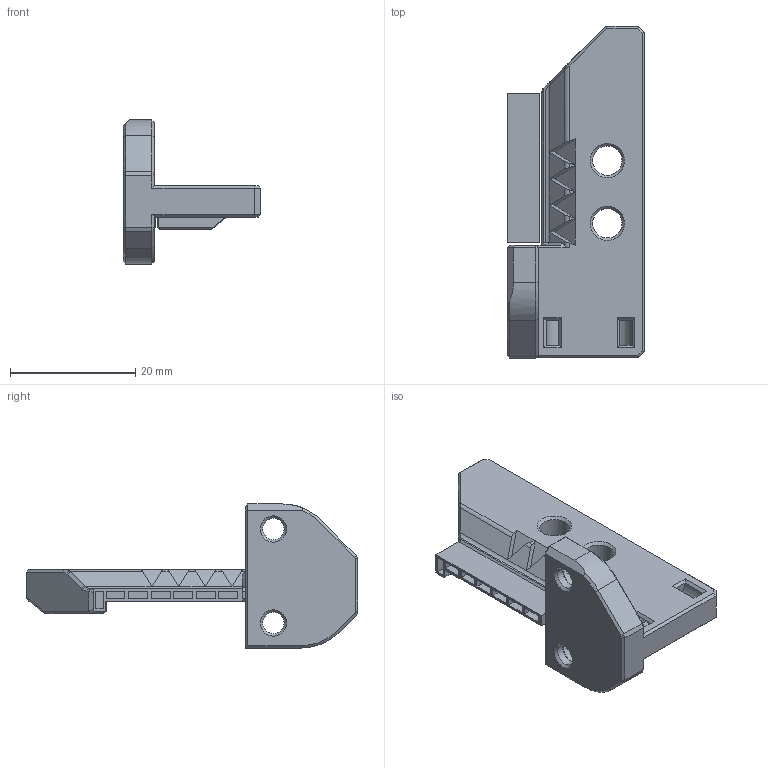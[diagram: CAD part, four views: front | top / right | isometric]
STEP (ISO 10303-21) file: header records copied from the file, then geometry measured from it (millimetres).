
FILE_DESCRIPTION(/* description */ (''),/* implementation_level */ '2;1');
FILE_NAME(/* name */ 'drag_Chain_Anchor_28mm_servo.step',/* time_stamp */ '2024-08-11T09:32:30-04:00',/* author */ (''),/* organization */ (''),/* preprocessor_version */ 'ST-DEVELOPER v20',/* originating_system */ 'Autodesk Translation Framework v13.14.0.145',/* authorisation */ '');
FILE_SCHEMA (('AUTOMOTIVE_DESIGN { 1 0 10303 214 3 1 1 }'));
Length unit declared in the file: millimetre
Products named in the file (2): drag_Chain_Anchor_28mm_servo; built_in_support (1)
Assembly tree (1 placements, depth 2):
  drag_Chain_Anchor_28mm_servo
    built_in_support (1)
Bounding box: 22 x 53 x 23 mm (x, y, z)
Volume: 5375.6 mm3; surface area: 4137.2 mm2
Topology: 2 solids, 2 shells, 190 faces, 485 edges, 301 vertices
Faces by surface type: plane 143, cylinder 22, cone 17, bspline 8
Full cylindrical faces by diameter (mm): 3.4 x2, 4.7 x2, 5.5 x2
Entity records: 5841 total; most frequent: CARTESIAN_POINT 1172, ORIENTED_EDGE 970, DIRECTION 906, EDGE_CURVE 485, LINE 398, VECTOR 398, VERTEX_POINT 301, AXIS2_PLACEMENT_3D 254
